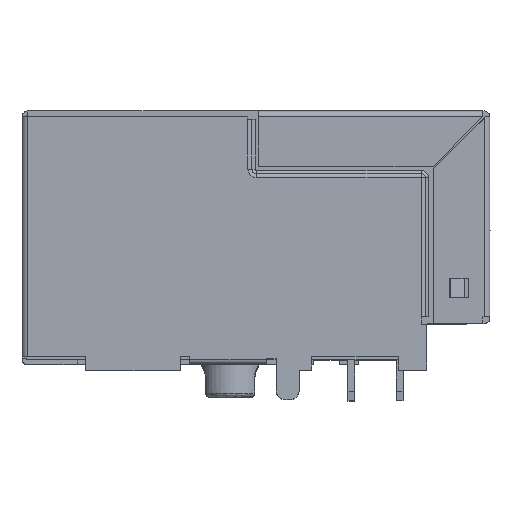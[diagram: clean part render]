
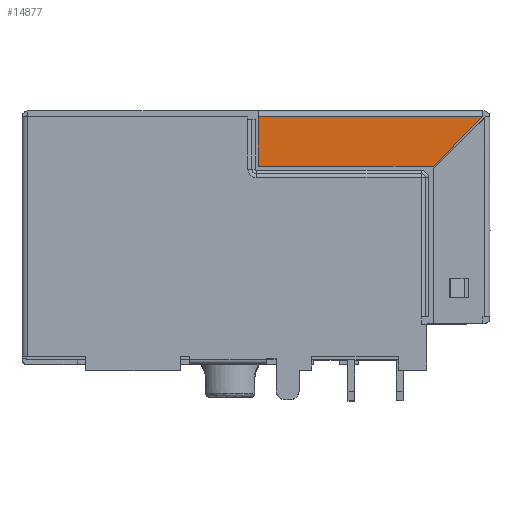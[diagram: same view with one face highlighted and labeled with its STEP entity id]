
A CAD part, top view. The second image highlights one B-rep face of the part: STEP entity #14877.
In plain terms, the highlighted planar face has unit normal (0, 0, 1).
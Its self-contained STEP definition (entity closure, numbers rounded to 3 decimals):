
#1278 = DIRECTION ( 'NONE',  ( 0., 1., 0. ) ) ;
#2692 = EDGE_CURVE ( 'NONE', #16344, #5590, #3386, .T. ) ;
#3386 = LINE ( 'NONE', #15114, #16341 ) ;
#3405 = AXIS2_PLACEMENT_3D ( 'NONE', #17772, #13516, #3531 ) ;
#3531 = DIRECTION ( 'NONE',  ( 0., 1., 0. ) ) ;
#4639 = VECTOR ( 'NONE', #8653, 1000. ) ;
#4661 = EDGE_CURVE ( 'NONE', #5590, #12470, #17996, .T. ) ;
#5590 = VERTEX_POINT ( 'NONE', #14446 ) ;
#5662 = CARTESIAN_POINT ( 'NONE',  ( 20.7, -2.6, 0.32 ) ) ;
#5766 = DIRECTION ( 'NONE',  ( 1., 0., 0. ) ) ;
#5883 = CARTESIAN_POINT ( 'NONE',  ( 54.202, 0., 0.32 ) ) ;
#6147 = CARTESIAN_POINT ( 'NONE',  ( 12., -2.6, 0.32 ) ) ;
#6282 = EDGE_CURVE ( 'NONE', #12470, #8067, #17192, .T. ) ;
#6599 = DIRECTION ( 'NONE',  ( -0.707, -0.707, 0. ) ) ;
#6616 = VECTOR ( 'NONE', #5766, 1000. ) ;
#7435 = ORIENTED_EDGE ( 'NONE', *, *, #6282, .F. ) ;
#7750 = LINE ( 'NONE', #5883, #6616 ) ;
#8067 = VERTEX_POINT ( 'NONE', #17450 ) ;
#8653 = DIRECTION ( 'NONE',  ( -1., 0., 0. ) ) ;
#8952 = VECTOR ( 'NONE', #1278, 1000. ) ;
#10466 = PLANE ( 'NONE',  #3405 ) ;
#11410 = ORIENTED_EDGE ( 'NONE', *, *, #16228, .F. ) ;
#12470 = VERTEX_POINT ( 'NONE', #6147 ) ;
#13116 = FACE_OUTER_BOUND ( 'NONE', #15709, .T. ) ;
#13516 = DIRECTION ( 'NONE',  ( 0., 0., -1. ) ) ;
#14202 = CARTESIAN_POINT ( 'NONE',  ( 12., 0.3, 0.32 ) ) ;
#14446 = CARTESIAN_POINT ( 'NONE',  ( 21.179, -2.6, 0.32 ) ) ;
#14813 = CARTESIAN_POINT ( 'NONE',  ( 23.779, 0., 0.32 ) ) ;
#14877 = ADVANCED_FACE ( 'NONE', ( #13116 ), #10466, .F. ) ;
#15114 = CARTESIAN_POINT ( 'NONE',  ( 23.779, 0., 0.32 ) ) ;
#15709 = EDGE_LOOP ( 'NONE', ( #18335, #11410, #7435, #17966 ) ) ;
#16228 = EDGE_CURVE ( 'NONE', #8067, #16344, #7750, .T. ) ;
#16341 = VECTOR ( 'NONE', #6599, 1000. ) ;
#16344 = VERTEX_POINT ( 'NONE', #14813 ) ;
#17192 = LINE ( 'NONE', #14202, #8952 ) ;
#17450 = CARTESIAN_POINT ( 'NONE',  ( 12., 0., 0.32 ) ) ;
#17772 = CARTESIAN_POINT ( 'NONE',  ( 20.7, 0.3, 0.32 ) ) ;
#17966 = ORIENTED_EDGE ( 'NONE', *, *, #4661, .F. ) ;
#17996 = LINE ( 'NONE', #5662, #4639 ) ;
#18335 = ORIENTED_EDGE ( 'NONE', *, *, #2692, .F. ) ;
